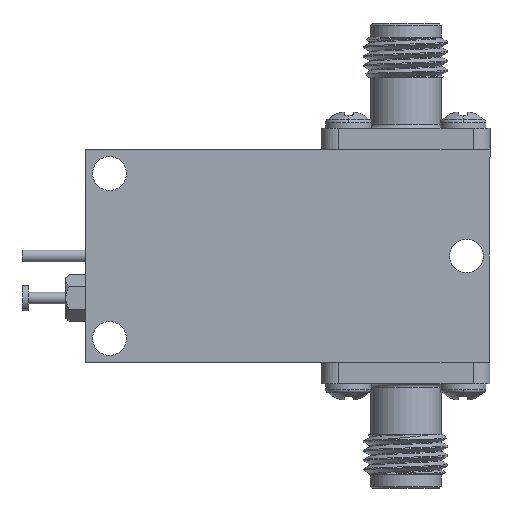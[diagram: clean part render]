
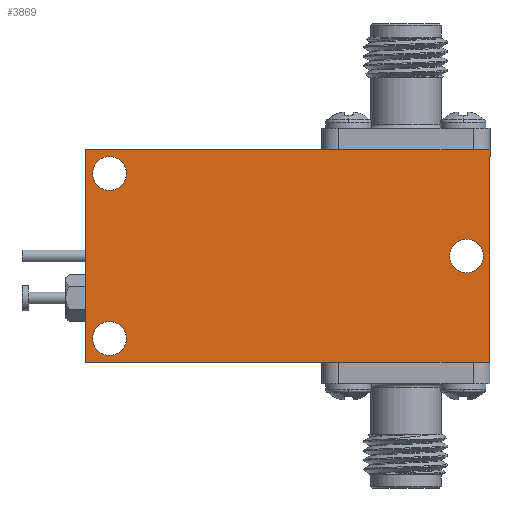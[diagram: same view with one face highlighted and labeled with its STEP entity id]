
A CAD part, front view. The second image highlights one B-rep face of the part: STEP entity #3869.
In plain terms, the highlighted planar face has unit normal (0, -1, 0).
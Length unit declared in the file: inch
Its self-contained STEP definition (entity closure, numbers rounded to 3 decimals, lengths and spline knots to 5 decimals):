
#281 = VERTEX_POINT ( 'NONE', #2801 ) ;
#573 = ORIENTED_EDGE ( 'NONE', *, *, #2862, .F. ) ;
#739 = ORIENTED_EDGE ( 'NONE', *, *, #34518, .T. ) ;
#1074 = EDGE_CURVE ( 'NONE', #54694, #57022, #7713, .T. ) ;
#1387 = VERTEX_POINT ( 'NONE', #43825 ) ;
#1503 = CARTESIAN_POINT ( 'NONE',  ( 0.695, -0.25, 0.22 ) ) ;
#1695 = EDGE_CURVE ( 'NONE', #10906, #1387, #27675, .T. ) ;
#1846 = VECTOR ( 'NONE', #47376, 39.37008 ) ;
#2801 = CARTESIAN_POINT ( 'NONE',  ( 0.645, -0.25, -0.41 ) ) ;
#2862 = EDGE_CURVE ( 'NONE', #54885, #41453, #33148, .T. ) ;
#3328 = DIRECTION ( 'NONE',  ( 0., 1., 0. ) ) ;
#3869 = ADVANCED_FACE ( 'NONE', ( #37909, #15793, #28186, #35131 ), #48825, .F. ) ;
#4196 = ORIENTED_EDGE ( 'NONE', *, *, #36872, .T. ) ;
#4783 = ORIENTED_EDGE ( 'NONE', *, *, #43540, .T. ) ;
#5271 = VECTOR ( 'NONE', #14622, 39.37008 ) ;
#6349 = DIRECTION ( 'NONE',  ( 0., 1., 0. ) ) ;
#6636 = CARTESIAN_POINT ( 'NONE',  ( 0.695, -0.25, -0.41 ) ) ;
#7713 = LINE ( 'NONE', #22187, #53154 ) ;
#7973 = DIRECTION ( 'NONE',  ( 0., 1., 0. ) ) ;
#8293 = CARTESIAN_POINT ( 'NONE',  ( 0.195, -0.25, 0.22 ) ) ;
#9536 = EDGE_LOOP ( 'NONE', ( #739, #4783 ) ) ;
#10383 = VECTOR ( 'NONE', #35645, 39.37008 ) ;
#10809 = LINE ( 'NONE', #31832, #5271 ) ;
#10906 = VERTEX_POINT ( 'NONE', #31381 ) ;
#10935 = CARTESIAN_POINT ( 'NONE',  ( -0.505, -0.25, -0.41 ) ) ;
#12185 = ORIENTED_EDGE ( 'NONE', *, *, #47159, .T. ) ;
#12641 = VERTEX_POINT ( 'NONE', #24800 ) ;
#13091 = ORIENTED_EDGE ( 'NONE', *, *, #1074, .F. ) ;
#13330 = CIRCLE ( 'NONE', #21865, 0.05 ) ;
#13385 = ORIENTED_EDGE ( 'NONE', *, *, #20801, .T. ) ;
#13491 = EDGE_CURVE ( 'NONE', #44643, #281, #32431, .T. ) ;
#14622 = DIRECTION ( 'NONE',  ( -1., 0., 0. ) ) ;
#15507 = ORIENTED_EDGE ( 'NONE', *, *, #37885, .F. ) ;
#15793 = FACE_BOUND ( 'NONE', #40893, .T. ) ;
#16674 = AXIS2_PLACEMENT_3D ( 'NONE', #32998, #37810, #41818 ) ;
#17428 = CIRCLE ( 'NONE', #46444, 0.05 ) ;
#17563 = VERTEX_POINT ( 'NONE', #39884 ) ;
#18817 = ORIENTED_EDGE ( 'NONE', *, *, #13491, .F. ) ;
#19580 = CARTESIAN_POINT ( 'NONE',  ( -0.505, -0.25, 0.22 ) ) ;
#19816 = CARTESIAN_POINT ( 'NONE',  ( 0.625, -0.25, -0.095 ) ) ;
#20131 = EDGE_CURVE ( 'NONE', #1387, #10906, #13330, .T. ) ;
#20337 = CARTESIAN_POINT ( 'NONE',  ( 0.645, -0.25, 0.22 ) ) ;
#20560 = DIRECTION ( 'NONE',  ( 1., 0., 0. ) ) ;
#20801 = EDGE_CURVE ( 'NONE', #17563, #55522, #50562, .T. ) ;
#21011 = EDGE_CURVE ( 'NONE', #12641, #44643, #25734, .T. ) ;
#21537 = CARTESIAN_POINT ( 'NONE',  ( 0.695, -0.25, 0.22 ) ) ;
#21812 = DIRECTION ( 'NONE',  ( 1., 0., 0. ) ) ;
#21865 = AXIS2_PLACEMENT_3D ( 'NONE', #45233, #6349, #37228 ) ;
#22187 = CARTESIAN_POINT ( 'NONE',  ( 0.695, -0.25, 0.22 ) ) ;
#22335 = CARTESIAN_POINT ( 'NONE',  ( -0.485, -0.25, -0.34 ) ) ;
#22635 = CARTESIAN_POINT ( 'NONE',  ( 0.625, -0.25, -0.095 ) ) ;
#23298 = AXIS2_PLACEMENT_3D ( 'NONE', #48635, #44421, #49223 ) ;
#24800 = CARTESIAN_POINT ( 'NONE',  ( 0.695, -0.25, 0.22 ) ) ;
#24826 = ORIENTED_EDGE ( 'NONE', *, *, #20131, .T. ) ;
#25160 = DIRECTION ( 'NONE',  ( 0., 1., 0. ) ) ;
#25309 = CARTESIAN_POINT ( 'NONE',  ( -0.435, -0.25, 0.15 ) ) ;
#25734 = LINE ( 'NONE', #1503, #30579 ) ;
#26705 = VECTOR ( 'NONE', #34760, 39.37008 ) ;
#27072 = DIRECTION ( 'NONE',  ( 0., 1., 0. ) ) ;
#27293 = CARTESIAN_POINT ( 'NONE',  ( 0.695, -0.25, -0.41 ) ) ;
#27675 = CIRCLE ( 'NONE', #35859, 0.05 ) ;
#28186 = FACE_BOUND ( 'NONE', #52535, .T. ) ;
#30579 = VECTOR ( 'NONE', #50033, 39.37008 ) ;
#31381 = CARTESIAN_POINT ( 'NONE',  ( -0.485, -0.25, 0.15 ) ) ;
#31832 = CARTESIAN_POINT ( 'NONE',  ( 0.195, -0.25, -0.41 ) ) ;
#31971 = EDGE_LOOP ( 'NONE', ( #40089, #4196, #13091, #15507, #573, #46893, #18817, #54984 ) ) ;
#32254 = VERTEX_POINT ( 'NONE', #53595 ) ;
#32431 = LINE ( 'NONE', #40010, #38611 ) ;
#32998 = CARTESIAN_POINT ( 'NONE',  ( -0.435, -0.25, -0.34 ) ) ;
#33148 = LINE ( 'NONE', #27293, #45481 ) ;
#34518 = EDGE_CURVE ( 'NONE', #32254, #54355, #56656, .T. ) ;
#34760 = DIRECTION ( 'NONE',  ( -1., 0., 0. ) ) ;
#35131 = FACE_OUTER_BOUND ( 'NONE', #31971, .T. ) ;
#35645 = DIRECTION ( 'NONE',  ( 1., 0., 0. ) ) ;
#35859 = AXIS2_PLACEMENT_3D ( 'NONE', #25309, #7973, #52067 ) ;
#36872 = EDGE_CURVE ( 'NONE', #42877, #57022, #56309, .T. ) ;
#37228 = DIRECTION ( 'NONE',  ( 1., 0., 0. ) ) ;
#37259 = CIRCLE ( 'NONE', #16674, 0.05 ) ;
#37810 = DIRECTION ( 'NONE',  ( 0., 1., 0. ) ) ;
#37885 = EDGE_CURVE ( 'NONE', #41453, #54694, #56946, .T. ) ;
#37909 = FACE_BOUND ( 'NONE', #9536, .T. ) ;
#38095 = CARTESIAN_POINT ( 'NONE',  ( 0.245, -0.25, 0.22 ) ) ;
#38157 = EDGE_CURVE ( 'NONE', #281, #54885, #10809, .T. ) ;
#38225 = AXIS2_PLACEMENT_3D ( 'NONE', #43222, #3328, #21812 ) ;
#38611 = VECTOR ( 'NONE', #52673, 39.37008 ) ;
#39025 = CARTESIAN_POINT ( 'NONE',  ( 0.245, -0.25, -0.41 ) ) ;
#39884 = CARTESIAN_POINT ( 'NONE',  ( -0.385, -0.25, -0.34 ) ) ;
#40010 = CARTESIAN_POINT ( 'NONE',  ( 0.695, -0.25, -0.41 ) ) ;
#40089 = ORIENTED_EDGE ( 'NONE', *, *, #46040, .F. ) ;
#40893 = EDGE_LOOP ( 'NONE', ( #13385, #12185 ) ) ;
#41453 = VERTEX_POINT ( 'NONE', #10935 ) ;
#41818 = DIRECTION ( 'NONE',  ( 1., 0., 0. ) ) ;
#42190 = DIRECTION ( 'NONE',  ( 1., 0., 0. ) ) ;
#42877 = VERTEX_POINT ( 'NONE', #20337 ) ;
#43222 = CARTESIAN_POINT ( 'NONE',  ( -0.435, -0.25, -0.34 ) ) ;
#43540 = EDGE_CURVE ( 'NONE', #54355, #32254, #17428, .T. ) ;
#43825 = CARTESIAN_POINT ( 'NONE',  ( -0.385, -0.25, 0.15 ) ) ;
#44421 = DIRECTION ( 'NONE',  ( 0., 1., 0. ) ) ;
#44643 = VERTEX_POINT ( 'NONE', #6636 ) ;
#45233 = CARTESIAN_POINT ( 'NONE',  ( -0.435, -0.25, 0.15 ) ) ;
#45237 = ORIENTED_EDGE ( 'NONE', *, *, #1695, .T. ) ;
#45481 = VECTOR ( 'NONE', #54035, 39.37008 ) ;
#45800 = CARTESIAN_POINT ( 'NONE',  ( 0.575, -0.25, -0.095 ) ) ;
#46040 = EDGE_CURVE ( 'NONE', #42877, #12641, #52415, .T. ) ;
#46444 = AXIS2_PLACEMENT_3D ( 'NONE', #22635, #27072, #49193 ) ;
#46893 = ORIENTED_EDGE ( 'NONE', *, *, #38157, .F. ) ;
#47159 = EDGE_CURVE ( 'NONE', #55522, #17563, #37259, .T. ) ;
#47376 = DIRECTION ( 'NONE',  ( 0., 0., 1. ) ) ;
#47561 = CARTESIAN_POINT ( 'NONE',  ( -0.505, -0.25, 0.22 ) ) ;
#48635 = CARTESIAN_POINT ( 'NONE',  ( 0.195, -0.25, 0.285 ) ) ;
#48757 = AXIS2_PLACEMENT_3D ( 'NONE', #19816, #25160, #20560 ) ;
#48825 = PLANE ( 'NONE',  #23298 ) ;
#49193 = DIRECTION ( 'NONE',  ( 1., 0., 0. ) ) ;
#49223 = DIRECTION ( 'NONE',  ( 0., 0., 1. ) ) ;
#50033 = DIRECTION ( 'NONE',  ( 0., 0., -1. ) ) ;
#50562 = CIRCLE ( 'NONE', #38225, 0.05 ) ;
#52067 = DIRECTION ( 'NONE',  ( 1., 0., 0. ) ) ;
#52415 = LINE ( 'NONE', #21537, #10383 ) ;
#52535 = EDGE_LOOP ( 'NONE', ( #24826, #45237 ) ) ;
#52673 = DIRECTION ( 'NONE',  ( -1., 0., 0. ) ) ;
#53154 = VECTOR ( 'NONE', #42190, 39.37008 ) ;
#53595 = CARTESIAN_POINT ( 'NONE',  ( 0.675, -0.25, -0.095 ) ) ;
#54035 = DIRECTION ( 'NONE',  ( -1., 0., 0. ) ) ;
#54355 = VERTEX_POINT ( 'NONE', #45800 ) ;
#54694 = VERTEX_POINT ( 'NONE', #19580 ) ;
#54885 = VERTEX_POINT ( 'NONE', #39025 ) ;
#54984 = ORIENTED_EDGE ( 'NONE', *, *, #21011, .F. ) ;
#55522 = VERTEX_POINT ( 'NONE', #22335 ) ;
#56309 = LINE ( 'NONE', #8293, #26705 ) ;
#56656 = CIRCLE ( 'NONE', #48757, 0.05 ) ;
#56946 = LINE ( 'NONE', #47561, #1846 ) ;
#57022 = VERTEX_POINT ( 'NONE', #38095 ) ;
